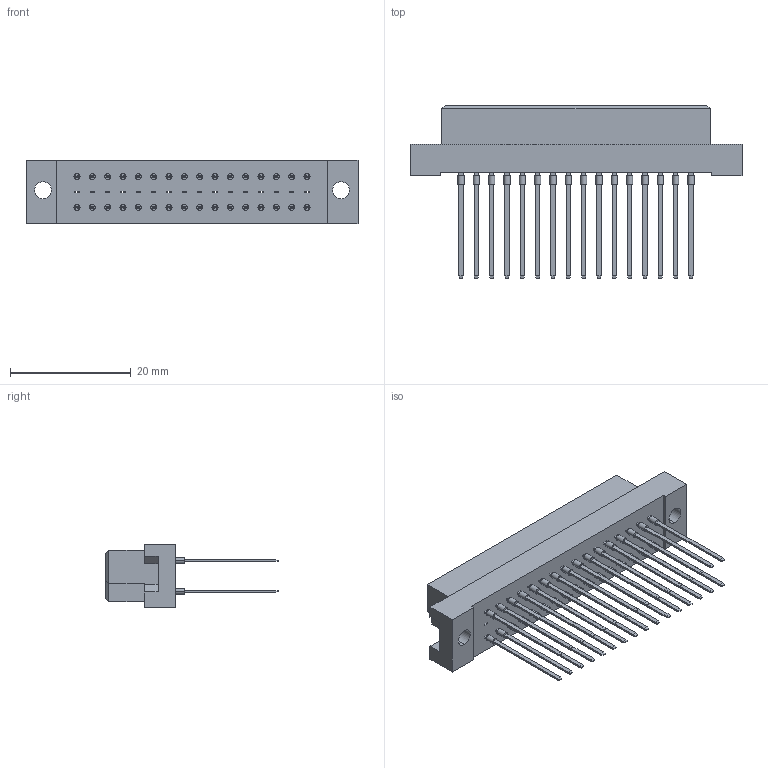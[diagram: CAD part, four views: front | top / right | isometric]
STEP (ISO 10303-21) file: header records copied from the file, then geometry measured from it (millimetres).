
FILE_DESCRIPTION (( 'STEP AP203' ), '1' );
FILE_NAME ('496-132-281-611.STEP', '2019-11-12T13:40:53', ( '' ), ( '' ), 'SwSTEP 2.0', 'SolidWorks 2020', '' );
FILE_SCHEMA (( 'CONFIG_CONTROL_DESIGN' ));
Length unit declared in the file: millimetre
Products named in the file (3): 496-290_81; 496-132-281-611; 496 Part_48
Assembly tree (33 placements, depth 2):
  496-132-281-611
    496 Part_48
    496-290_81  x32
Bounding box: 55 x 28.6 x 10.6 mm (x, y, z)
Volume: 4759.1 mm3; surface area: 5671.5 mm2
Topology: 33 solids, 33 shells, 1242 faces, 2864 edges, 1800 vertices
Faces by surface type: plane 1174, cylinder 68
Entity records: 21007 total; most frequent: CARTESIAN_POINT 3462, ORIENTED_EDGE 3372, DIRECTION 3138, EDGE_CURVE 1686, VECTOR 1674, LINE 1674, VERTEX_POINT 1056, EDGE_LOOP 834
